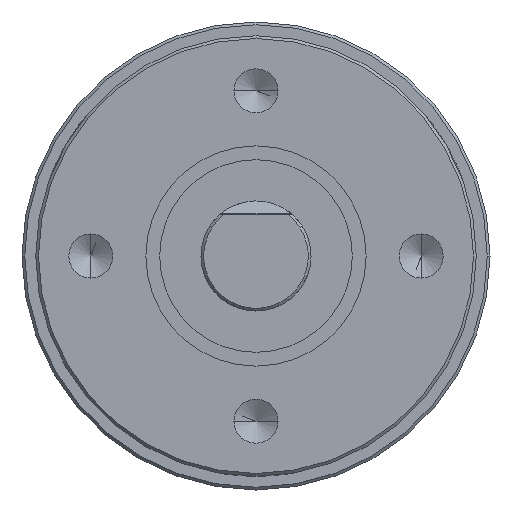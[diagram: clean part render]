
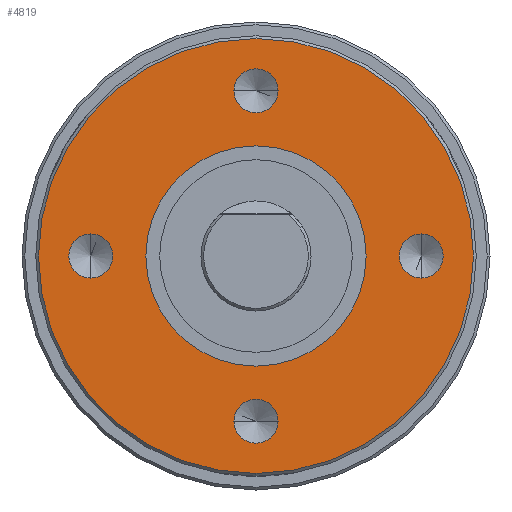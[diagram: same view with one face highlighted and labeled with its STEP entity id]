
A CAD part, left-side view. The second image highlights one B-rep face of the part: STEP entity #4819.
In plain terms, the highlighted planar face has unit normal (-1, 0, 0).
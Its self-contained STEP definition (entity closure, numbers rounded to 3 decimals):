
#634=CARTESIAN_POINT('',(-19.6,0.,0.));
#635=DIRECTION('',(-1.,0.,0.));
#636=DIRECTION('',(0.,0.,1.));
#637=AXIS2_PLACEMENT_3D('',#634,#635,#636);
#639=CARTESIAN_POINT('',(-19.6,0.,0.));
#640=DIRECTION('',(-1.,0.,0.));
#641=DIRECTION('',(0.,0.,-1.));
#642=AXIS2_PLACEMENT_3D('',#639,#640,#641);
#644=CARTESIAN_POINT('',(-19.6,6.,0.));
#645=DIRECTION('',(-1.,0.,0.));
#646=DIRECTION('',(0.,0.,1.));
#647=AXIS2_PLACEMENT_3D('',#644,#645,#646);
#649=CARTESIAN_POINT('',(-19.6,6.,0.));
#650=DIRECTION('',(-1.,0.,0.));
#651=DIRECTION('',(0.,0.,-1.));
#652=AXIS2_PLACEMENT_3D('',#649,#650,#651);
#654=CARTESIAN_POINT('',(-19.6,0.,6.));
#655=DIRECTION('',(-1.,0.,0.));
#656=DIRECTION('',(0.,-1.,0.));
#657=AXIS2_PLACEMENT_3D('',#654,#655,#656);
#659=CARTESIAN_POINT('',(-19.6,0.,6.));
#660=DIRECTION('',(-1.,0.,0.));
#661=DIRECTION('',(0.,1.,0.));
#662=AXIS2_PLACEMENT_3D('',#659,#660,#661);
#664=CARTESIAN_POINT('',(-19.6,-6.,0.));
#665=DIRECTION('',(-1.,0.,0.));
#666=DIRECTION('',(0.,0.,-1.));
#667=AXIS2_PLACEMENT_3D('',#664,#665,#666);
#669=CARTESIAN_POINT('',(-19.6,-6.,0.));
#670=DIRECTION('',(-1.,0.,0.));
#671=DIRECTION('',(0.,0.,1.));
#672=AXIS2_PLACEMENT_3D('',#669,#670,#671);
#674=CARTESIAN_POINT('',(-19.6,0.,-6.));
#675=DIRECTION('',(-1.,0.,0.));
#676=DIRECTION('',(0.,1.,0.));
#677=AXIS2_PLACEMENT_3D('',#674,#675,#676);
#679=CARTESIAN_POINT('',(-19.6,0.,-6.));
#680=DIRECTION('',(-1.,0.,0.));
#681=DIRECTION('',(0.,-1.,0.));
#682=AXIS2_PLACEMENT_3D('',#679,#680,#681);
#696=CARTESIAN_POINT('',(-19.6,0.,0.));
#697=DIRECTION('',(-1.,0.,0.));
#698=DIRECTION('',(0.,0.,1.));
#699=AXIS2_PLACEMENT_3D('',#696,#697,#698);
#701=CARTESIAN_POINT('',(-19.6,0.,0.));
#702=DIRECTION('',(1.,0.,0.));
#703=DIRECTION('',(0.,0.,1.));
#704=AXIS2_PLACEMENT_3D('',#701,#702,#703);
#3740=CARTESIAN_POINT('',(-19.6,0.,4.));
#3742=VERTEX_POINT('',#3740);
#3748=CARTESIAN_POINT('',(-19.6,0.,-4.));
#3750=VERTEX_POINT('',#3748);
#3768=CARTESIAN_POINT('',(-19.6,6.,0.8));
#3769=CARTESIAN_POINT('',(-19.6,6.,-0.8));
#3770=VERTEX_POINT('',#3768);
#3771=VERTEX_POINT('',#3769);
#3778=CARTESIAN_POINT('',(-19.6,-0.8,6.));
#3779=CARTESIAN_POINT('',(-19.6,0.8,6.));
#3780=VERTEX_POINT('',#3778);
#3781=VERTEX_POINT('',#3779);
#3788=CARTESIAN_POINT('',(-19.6,-6.,-0.8));
#3789=CARTESIAN_POINT('',(-19.6,-6.,0.8));
#3790=VERTEX_POINT('',#3788);
#3791=VERTEX_POINT('',#3789);
#3798=CARTESIAN_POINT('',(-19.6,0.8,-6.));
#3799=CARTESIAN_POINT('',(-19.6,-0.8,-6.));
#3800=VERTEX_POINT('',#3798);
#3801=VERTEX_POINT('',#3799);
#3826=CARTESIAN_POINT('',(-19.6,0.,7.9));
#3827=CARTESIAN_POINT('',(-19.6,0.,-7.9));
#3828=VERTEX_POINT('',#3826);
#3829=VERTEX_POINT('',#3827);
#4779=CARTESIAN_POINT('',(-19.6,0.,0.));
#4780=DIRECTION('',(1.,0.,0.));
#4781=DIRECTION('',(0.,0.,-1.));
#4782=AXIS2_PLACEMENT_3D('',#4779,#4780,#4781);
#4783=PLANE('',#4782);
#4785=ORIENTED_EDGE('',*,*,#4784,.F.);
#4786=ORIENTED_EDGE('',*,*,#4769,.F.);
#4787=EDGE_LOOP('',(#4785,#4786));
#4788=FACE_OUTER_BOUND('',#4787,.F.);
#4790=ORIENTED_EDGE('',*,*,#4789,.T.);
#4792=ORIENTED_EDGE('',*,*,#4791,.F.);
#4793=EDGE_LOOP('',(#4790,#4792));
#4794=FACE_BOUND('',#4793,.F.);
#4796=ORIENTED_EDGE('',*,*,#4795,.T.);
#4798=ORIENTED_EDGE('',*,*,#4797,.T.);
#4799=EDGE_LOOP('',(#4796,#4798));
#4800=FACE_BOUND('',#4799,.F.);
#4802=ORIENTED_EDGE('',*,*,#4801,.T.);
#4804=ORIENTED_EDGE('',*,*,#4803,.T.);
#4805=EDGE_LOOP('',(#4802,#4804));
#4806=FACE_BOUND('',#4805,.F.);
#4808=ORIENTED_EDGE('',*,*,#4807,.T.);
#4810=ORIENTED_EDGE('',*,*,#4809,.T.);
#4811=EDGE_LOOP('',(#4808,#4810));
#4812=FACE_BOUND('',#4811,.F.);
#4814=ORIENTED_EDGE('',*,*,#4813,.T.);
#4816=ORIENTED_EDGE('',*,*,#4815,.T.);
#4817=EDGE_LOOP('',(#4814,#4816));
#4818=FACE_BOUND('',#4817,.F.);
#4819=ADVANCED_FACE('',(#4788,#4794,#4800,#4806,#4812,#4818),#4783,.F.);
#638=CIRCLE('',#637,7.9);
#643=CIRCLE('',#642,7.9);
#648=CIRCLE('',#647,0.8);
#653=CIRCLE('',#652,0.8);
#658=CIRCLE('',#657,0.8);
#663=CIRCLE('',#662,0.8);
#668=CIRCLE('',#667,0.8);
#673=CIRCLE('',#672,0.8);
#678=CIRCLE('',#677,0.8);
#683=CIRCLE('',#682,0.8);
#700=CIRCLE('',#699,4.);
#705=CIRCLE('',#704,4.);
#4769=EDGE_CURVE('',#3829,#3828,#643,.T.);
#4784=EDGE_CURVE('',#3828,#3829,#638,.T.);
#4789=EDGE_CURVE('',#3742,#3750,#700,.T.);
#4791=EDGE_CURVE('',#3742,#3750,#705,.T.);
#4795=EDGE_CURVE('',#3770,#3771,#648,.T.);
#4797=EDGE_CURVE('',#3771,#3770,#653,.T.);
#4801=EDGE_CURVE('',#3780,#3781,#658,.T.);
#4803=EDGE_CURVE('',#3781,#3780,#663,.T.);
#4807=EDGE_CURVE('',#3790,#3791,#668,.T.);
#4809=EDGE_CURVE('',#3791,#3790,#673,.T.);
#4813=EDGE_CURVE('',#3800,#3801,#678,.T.);
#4815=EDGE_CURVE('',#3801,#3800,#683,.T.);
